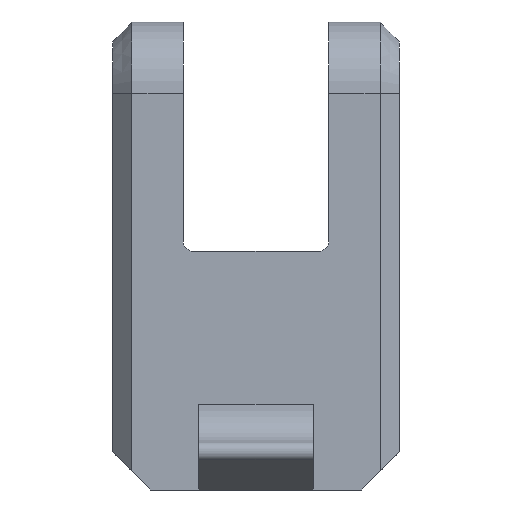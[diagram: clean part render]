
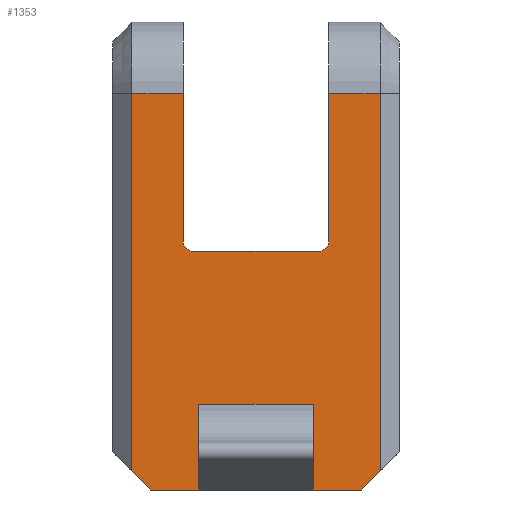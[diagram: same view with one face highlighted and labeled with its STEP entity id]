
A CAD part, front view. The second image highlights one B-rep face of the part: STEP entity #1353.
In plain terms, the highlighted planar face has unit normal (0, -1, 0).
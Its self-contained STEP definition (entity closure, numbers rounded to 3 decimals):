
#135=CARTESIAN_POINT('Vertex',(-13.,-7.5,2.)) ;
#156=CARTESIAN_POINT('Vertex',(-11.,-7.5,0.)) ;
#159=CARTESIAN_POINT('Line Origine',(-13.,-7.5,2.)) ;
#301=CARTESIAN_POINT('Line Origine',(0.,-7.5,41.496)) ;
#305=CARTESIAN_POINT('Vertex',(-7.6,-7.5,41.496)) ;
#307=CARTESIAN_POINT('Vertex',(-13.,-7.5,41.496)) ;
#348=CARTESIAN_POINT('Line Origine',(-7.6,-7.5,33.748)) ;
#352=CARTESIAN_POINT('Vertex',(-7.6,-7.5,26.)) ;
#390=CARTESIAN_POINT('Axis2P3D Location',(-6.6,-7.5,26.)) ;
#394=CARTESIAN_POINT('Vertex',(-6.6,-7.5,25.)) ;
#433=CARTESIAN_POINT('Line Origine',(-3.3,-7.5,25.)) ;
#437=CARTESIAN_POINT('Vertex',(0.,-7.5,25.)) ;
#440=CARTESIAN_POINT('Line Origine',(3.3,-7.5,25.)) ;
#444=CARTESIAN_POINT('Vertex',(6.6,-7.5,25.)) ;
#535=CARTESIAN_POINT('Axis2P3D Location',(6.6,-7.5,26.)) ;
#539=CARTESIAN_POINT('Vertex',(7.6,-7.5,26.)) ;
#574=CARTESIAN_POINT('Vertex',(7.6,-7.5,41.496)) ;
#577=CARTESIAN_POINT('Line Origine',(0.,-7.5,41.496)) ;
#581=CARTESIAN_POINT('Vertex',(13.,-7.5,41.496)) ;
#1122=CARTESIAN_POINT('Line Origine',(13.,-7.5,24.848)) ;
#1126=CARTESIAN_POINT('Vertex',(13.,-7.5,2.)) ;
#1145=CARTESIAN_POINT('Line Origine',(7.6,-7.5,33.748)) ;
#1166=CARTESIAN_POINT('Line Origine',(-13.,-7.5,24.848)) ;
#1200=CARTESIAN_POINT('Line Origine',(13.,-7.5,2.)) ;
#1204=CARTESIAN_POINT('Vertex',(11.,-7.5,0.)) ;
#1250=CARTESIAN_POINT('Vertex',(6.,-7.5,0.)) ;
#1253=CARTESIAN_POINT('Line Origine',(6.,-7.5,4.5)) ;
#1257=CARTESIAN_POINT('Vertex',(6.,-7.5,9.)) ;
#1285=CARTESIAN_POINT('Vertex',(-6.,-7.5,9.)) ;
#1288=CARTESIAN_POINT('Line Origine',(-6.,-7.5,4.5)) ;
#1292=CARTESIAN_POINT('Vertex',(-6.,-7.5,0.)) ;
#1314=CARTESIAN_POINT('Axis2P3D Location',(0.,-7.5,41.496)) ;
#1319=CARTESIAN_POINT('Line Origine',(0.,-7.5,9.)) ;
#1324=CARTESIAN_POINT('Line Origine',(8.5,-7.5,0.)) ;
#1329=CARTESIAN_POINT('Line Origine',(-8.5,-7.5,0.)) ;
#160=DIRECTION('Vector Direction',(0.707,0.,-0.707)) ;
#302=DIRECTION('Vector Direction',(1.,0.,0.)) ;
#349=DIRECTION('Vector Direction',(0.,0.,1.)) ;
#391=DIRECTION('Axis2P3D Direction',(0.,-1.,0.)) ;
#434=DIRECTION('Vector Direction',(-1.,0.,0.)) ;
#441=DIRECTION('Vector Direction',(-1.,0.,0.)) ;
#536=DIRECTION('Axis2P3D Direction',(0.,-1.,0.)) ;
#578=DIRECTION('Vector Direction',(1.,0.,0.)) ;
#1123=DIRECTION('Vector Direction',(0.,0.,1.)) ;
#1146=DIRECTION('Vector Direction',(0.,0.,1.)) ;
#1167=DIRECTION('Vector Direction',(0.,0.,1.)) ;
#1201=DIRECTION('Vector Direction',(-0.707,0.,-0.707)) ;
#1254=DIRECTION('Vector Direction',(0.,0.,-1.)) ;
#1289=DIRECTION('Vector Direction',(0.,0.,-1.)) ;
#1315=DIRECTION('Axis2P3D Direction',(0.,1.,0.)) ;
#1316=DIRECTION('Axis2P3D XDirection',(0.,0.,-1.)) ;
#1320=DIRECTION('Vector Direction',(-1.,0.,0.)) ;
#1325=DIRECTION('Vector Direction',(-1.,0.,0.)) ;
#1330=DIRECTION('Vector Direction',(-1.,0.,0.)) ;
#392=AXIS2_PLACEMENT_3D('Circle Axis2P3D',#390,#391,$) ;
#537=AXIS2_PLACEMENT_3D('Circle Axis2P3D',#535,#536,$) ;
#1317=AXIS2_PLACEMENT_3D('Plane Axis2P3D',#1314,#1315,#1316) ;
#1335=ORIENTED_EDGE('',*,*,#1323,.T.) ;
#1336=ORIENTED_EDGE('',*,*,#1259,.T.) ;
#1337=ORIENTED_EDGE('',*,*,#1328,.F.) ;
#1338=ORIENTED_EDGE('',*,*,#1206,.F.) ;
#1339=ORIENTED_EDGE('',*,*,#1128,.F.) ;
#1340=ORIENTED_EDGE('',*,*,#583,.T.) ;
#1341=ORIENTED_EDGE('',*,*,#1149,.F.) ;
#1342=ORIENTED_EDGE('',*,*,#541,.T.) ;
#1343=ORIENTED_EDGE('',*,*,#446,.T.) ;
#1344=ORIENTED_EDGE('',*,*,#439,.T.) ;
#1345=ORIENTED_EDGE('',*,*,#396,.T.) ;
#1346=ORIENTED_EDGE('',*,*,#354,.T.) ;
#1347=ORIENTED_EDGE('',*,*,#309,.T.) ;
#1348=ORIENTED_EDGE('',*,*,#1170,.T.) ;
#1349=ORIENTED_EDGE('',*,*,#163,.F.) ;
#1350=ORIENTED_EDGE('',*,*,#1333,.F.) ;
#1351=ORIENTED_EDGE('',*,*,#1294,.T.) ;
#161=VECTOR('Line Direction',#160,1.) ;
#303=VECTOR('Line Direction',#302,1.) ;
#350=VECTOR('Line Direction',#349,1.) ;
#435=VECTOR('Line Direction',#434,1.) ;
#442=VECTOR('Line Direction',#441,1.) ;
#579=VECTOR('Line Direction',#578,1.) ;
#1124=VECTOR('Line Direction',#1123,1.) ;
#1147=VECTOR('Line Direction',#1146,1.) ;
#1168=VECTOR('Line Direction',#1167,1.) ;
#1202=VECTOR('Line Direction',#1201,1.) ;
#1255=VECTOR('Line Direction',#1254,1.) ;
#1290=VECTOR('Line Direction',#1289,1.) ;
#1321=VECTOR('Line Direction',#1320,1.) ;
#1326=VECTOR('Line Direction',#1325,1.) ;
#1331=VECTOR('Line Direction',#1330,1.) ;
#1353=ADVANCED_FACE('',(#1352),#1318,.F.) ;
#393=CIRCLE('generated circle',#392,1.) ;
#538=CIRCLE('generated circle',#537,1.) ;
#163=EDGE_CURVE('',#157,#136,#162,.F.) ;
#309=EDGE_CURVE('',#306,#308,#304,.F.) ;
#354=EDGE_CURVE('',#353,#306,#351,.T.) ;
#396=EDGE_CURVE('',#395,#353,#393,.F.) ;
#439=EDGE_CURVE('',#438,#395,#436,.T.) ;
#446=EDGE_CURVE('',#445,#438,#443,.T.) ;
#541=EDGE_CURVE('',#540,#445,#538,.F.) ;
#583=EDGE_CURVE('',#582,#575,#580,.F.) ;
#1128=EDGE_CURVE('',#582,#1127,#1125,.F.) ;
#1149=EDGE_CURVE('',#540,#575,#1148,.T.) ;
#1170=EDGE_CURVE('',#308,#136,#1169,.F.) ;
#1206=EDGE_CURVE('',#1127,#1205,#1203,.T.) ;
#1259=EDGE_CURVE('',#1258,#1251,#1256,.T.) ;
#1294=EDGE_CURVE('',#1293,#1286,#1291,.F.) ;
#1323=EDGE_CURVE('',#1286,#1258,#1322,.F.) ;
#1328=EDGE_CURVE('',#1205,#1251,#1327,.T.) ;
#1333=EDGE_CURVE('',#1293,#157,#1332,.T.) ;
#1334=EDGE_LOOP('',(#1335,#1336,#1337,#1338,#1339,#1340,#1341,#1342,#1343,#1344,#1345,#1346,#1347,#1348,#1349,#1350,#1351)) ;
#1352=FACE_OUTER_BOUND('',#1334,.T.) ;
#162=LINE('Line',#159,#161) ;
#304=LINE('Line',#301,#303) ;
#351=LINE('Line',#348,#350) ;
#436=LINE('Line',#433,#435) ;
#443=LINE('Line',#440,#442) ;
#580=LINE('Line',#577,#579) ;
#1125=LINE('Line',#1122,#1124) ;
#1148=LINE('Line',#1145,#1147) ;
#1169=LINE('Line',#1166,#1168) ;
#1203=LINE('Line',#1200,#1202) ;
#1256=LINE('Line',#1253,#1255) ;
#1291=LINE('Line',#1288,#1290) ;
#1322=LINE('Line',#1319,#1321) ;
#1327=LINE('Line',#1324,#1326) ;
#1332=LINE('Line',#1329,#1331) ;
#1318=PLANE('Plane',#1317) ;
#136=VERTEX_POINT('',#135) ;
#157=VERTEX_POINT('',#156) ;
#306=VERTEX_POINT('',#305) ;
#308=VERTEX_POINT('',#307) ;
#353=VERTEX_POINT('',#352) ;
#395=VERTEX_POINT('',#394) ;
#438=VERTEX_POINT('',#437) ;
#445=VERTEX_POINT('',#444) ;
#540=VERTEX_POINT('',#539) ;
#575=VERTEX_POINT('',#574) ;
#582=VERTEX_POINT('',#581) ;
#1127=VERTEX_POINT('',#1126) ;
#1205=VERTEX_POINT('',#1204) ;
#1251=VERTEX_POINT('',#1250) ;
#1258=VERTEX_POINT('',#1257) ;
#1286=VERTEX_POINT('',#1285) ;
#1293=VERTEX_POINT('',#1292) ;
